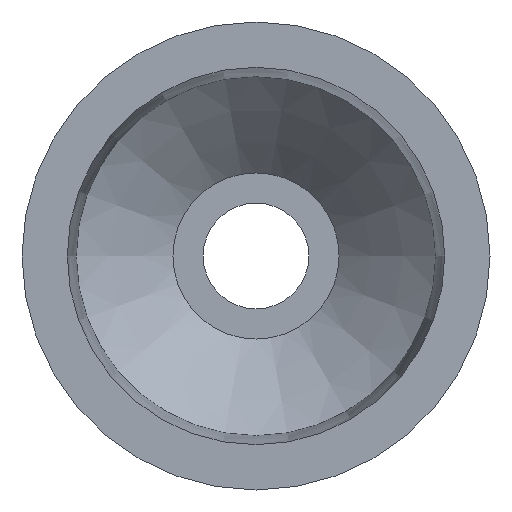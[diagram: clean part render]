
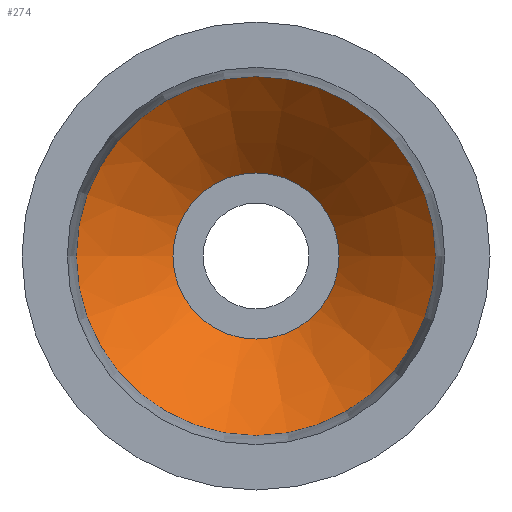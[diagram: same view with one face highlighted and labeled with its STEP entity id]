
A CAD part, front view. The second image highlights one B-rep face of the part: STEP entity #274.
In plain terms, the highlighted conical face has half-angle 46.907 degrees and reference radius 8.7 mm.
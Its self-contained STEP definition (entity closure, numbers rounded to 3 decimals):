
#41=FACE_OUTER_BOUND('',#61,.T.);
#61=EDGE_LOOP('',(#226,#227,#228,#229,#230));
#79=LINE('',#490,#93);
#93=VECTOR('',#405,8.7);
#112=CIRCLE('',#322,5.5);
#113=CIRCLE('',#323,11.899);
#114=CIRCLE('',#324,11.899);
#135=VERTEX_POINT('',#487);
#136=VERTEX_POINT('',#489);
#137=VERTEX_POINT('',#491);
#168=EDGE_CURVE('',#135,#135,#112,.T.);
#169=EDGE_CURVE('',#135,#136,#79,.T.);
#170=EDGE_CURVE('',#136,#137,#113,.T.);
#171=EDGE_CURVE('',#137,#136,#114,.T.);
#226=ORIENTED_EDGE('',*,*,#168,.T.);
#227=ORIENTED_EDGE('',*,*,#169,.T.);
#228=ORIENTED_EDGE('',*,*,#170,.T.);
#229=ORIENTED_EDGE('',*,*,#171,.T.);
#230=ORIENTED_EDGE('',*,*,#169,.F.);
#259=CONICAL_SURFACE('',#321,8.7,0.819);
#274=ADVANCED_FACE('',(#41),#259,.F.);
#321=AXIS2_PLACEMENT_3D('',#486,#401,#402);
#322=AXIS2_PLACEMENT_3D('',#488,#403,#404);
#323=AXIS2_PLACEMENT_3D('',#492,#406,#407);
#324=AXIS2_PLACEMENT_3D('',#493,#408,#409);
#401=DIRECTION('center_axis',(0.,-1.,0.));
#402=DIRECTION('ref_axis',(-1.,0.,0.));
#403=DIRECTION('center_axis',(0.,1.,0.));
#404=DIRECTION('ref_axis',(-1.,0.,0.));
#405=DIRECTION('',(0.73,-0.683,0.));
#406=DIRECTION('center_axis',(0.,-1.,0.));
#407=DIRECTION('ref_axis',(-1.,0.,0.));
#408=DIRECTION('center_axis',(0.,-1.,0.));
#409=DIRECTION('ref_axis',(-1.,0.,0.));
#486=CARTESIAN_POINT('Origin',(0.,12.007,0.));
#487=CARTESIAN_POINT('',(5.5,15.,0.));
#488=CARTESIAN_POINT('Origin',(0.,15.,0.));
#489=CARTESIAN_POINT('',(11.899,9.013,0.));
#490=CARTESIAN_POINT('',(8.7,12.007,0.));
#491=CARTESIAN_POINT('',(-11.899,9.013,0.));
#492=CARTESIAN_POINT('Origin',(0.,9.013,0.));
#493=CARTESIAN_POINT('Origin',(0.,9.013,0.));
